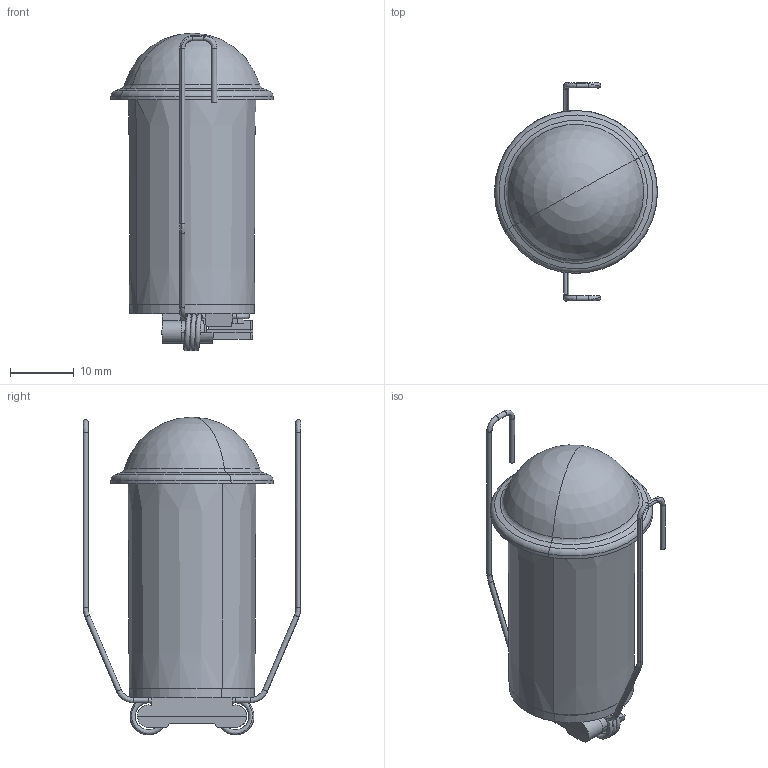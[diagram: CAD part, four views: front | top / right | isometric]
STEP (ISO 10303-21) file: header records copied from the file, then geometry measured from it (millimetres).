
FILE_DESCRIPTION(('CATIA V5 STEP Exchange'),'2;1');
FILE_NAME('BIM_03-PM-1-1-01-000-E10-260110_3D_ZSB_SENSORKOPF_04_ALLCATPART.stp','2015-08-20T13:17:26+00:00',('none'),('none'),'CATIA Version 5 Release 19 SP 3 (IN-10)','CATIA V5 STEP AP214','none');
FILE_SCHEMA(('AUTOMOTIVE_DESIGN { 1 0 10303 214 1 1 1 1 }'));
Length unit declared in the file: millimetre
Products named in the file (1): BIM_03-PM-1-1-01-000-E10-260110_3D_ZSB_SENSORKOPF_04_AllCATPart
Bounding box: 25.49 x 34.11 x 49.7 mm (x, y, z)
Volume: 3486.9 mm3; surface area: 8186.2 mm2
Topology: 4 solids, 4 shells, 507 faces, 1540 edges, 926 vertices
Faces by surface type: plane 159, sphere 128, cone 82, torus 60, bspline 32, extrusion 32, cylinder 14
Entity records: 20031 total; most frequent: CARTESIAN_POINT 9351, ORIENTED_EDGE 2824, EDGE_CURVE 1412, DIRECTION 1239, VERTEX_POINT 926, B_SPLINE_CURVE_WITH_KNOTS 705, AXIS2_PLACEMENT_3D 654, EDGE_LOOP 528
